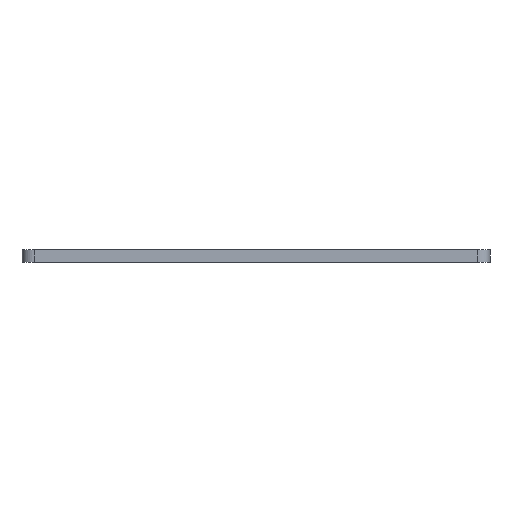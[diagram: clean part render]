
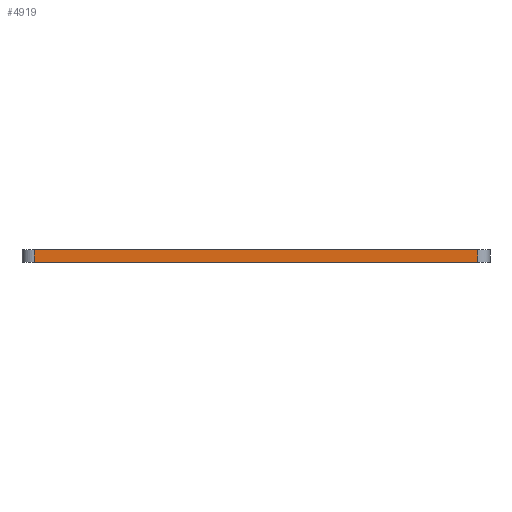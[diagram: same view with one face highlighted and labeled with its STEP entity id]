
A CAD part, left-side view. The second image highlights one B-rep face of the part: STEP entity #4919.
In plain terms, the highlighted planar face has unit normal (-1, 0, 0).
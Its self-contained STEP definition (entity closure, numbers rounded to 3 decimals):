
#115 = PLANE('',#116);
#116 = AXIS2_PLACEMENT_3D('',#117,#118,#119);
#117 = CARTESIAN_POINT('',(147.,-101.,1.6));
#118 = DIRECTION('',(0.,0.,1.));
#119 = DIRECTION('',(1.,0.,-0.));
#169 = PLANE('',#170);
#170 = AXIS2_PLACEMENT_3D('',#171,#172,#173);
#171 = CARTESIAN_POINT('',(147.,-101.,0.));
#172 = DIRECTION('',(0.,0.,1.));
#173 = DIRECTION('',(1.,0.,-0.));
#366 = VERTEX_POINT('',#367);
#367 = CARTESIAN_POINT('',(109.5,-73.5,0.));
#382 = CYLINDRICAL_SURFACE('',#383,1.5);
#383 = AXIS2_PLACEMENT_3D('',#384,#385,#386);
#384 = CARTESIAN_POINT('',(111.,-73.5,0.));
#385 = DIRECTION('',(-0.,-0.,-1.));
#386 = DIRECTION('',(1.,0.,-0.));
#394 = EDGE_CURVE('',#366,#395,#397,.T.);
#395 = VERTEX_POINT('',#396);
#396 = CARTESIAN_POINT('',(109.5,-128.5,0.));
#397 = SURFACE_CURVE('',#398,(#402,#409),.PCURVE_S1.);
#398 = LINE('',#399,#400);
#399 = CARTESIAN_POINT('',(109.5,-73.5,0.));
#400 = VECTOR('',#401,1.);
#401 = DIRECTION('',(0.,-1.,0.));
#402 = PCURVE('',#169,#403);
#403 = DEFINITIONAL_REPRESENTATION('',(#404),#408);
#404 = LINE('',#405,#406);
#405 = CARTESIAN_POINT('',(-37.5,27.5));
#406 = VECTOR('',#407,1.);
#407 = DIRECTION('',(0.,-1.));
#408 = ( GEOMETRIC_REPRESENTATION_CONTEXT(2) 
PARAMETRIC_REPRESENTATION_CONTEXT() REPRESENTATION_CONTEXT('2D SPACE',''
  ) );
#409 = PCURVE('',#410,#415);
#410 = PLANE('',#411);
#411 = AXIS2_PLACEMENT_3D('',#412,#413,#414);
#412 = CARTESIAN_POINT('',(109.5,-73.5,0.));
#413 = DIRECTION('',(1.,0.,-0.));
#414 = DIRECTION('',(0.,-1.,0.));
#415 = DEFINITIONAL_REPRESENTATION('',(#416),#420);
#416 = LINE('',#417,#418);
#417 = CARTESIAN_POINT('',(0.,0.));
#418 = VECTOR('',#419,1.);
#419 = DIRECTION('',(1.,0.));
#420 = ( GEOMETRIC_REPRESENTATION_CONTEXT(2) 
PARAMETRIC_REPRESENTATION_CONTEXT() REPRESENTATION_CONTEXT('2D SPACE',''
  ) );
#439 = CYLINDRICAL_SURFACE('',#440,1.5);
#440 = AXIS2_PLACEMENT_3D('',#441,#442,#443);
#441 = CARTESIAN_POINT('',(111.,-128.5,0.));
#442 = DIRECTION('',(-0.,-0.,-1.));
#443 = DIRECTION('',(1.,0.,-0.));
#2796 = VERTEX_POINT('',#2797);
#2797 = CARTESIAN_POINT('',(109.5,-73.5,1.6));
#2819 = EDGE_CURVE('',#2796,#2820,#2822,.T.);
#2820 = VERTEX_POINT('',#2821);
#2821 = CARTESIAN_POINT('',(109.5,-128.5,1.6));
#2822 = SURFACE_CURVE('',#2823,(#2827,#2834),.PCURVE_S1.);
#2823 = LINE('',#2824,#2825);
#2824 = CARTESIAN_POINT('',(109.5,-73.5,1.6));
#2825 = VECTOR('',#2826,1.);
#2826 = DIRECTION('',(0.,-1.,0.));
#2827 = PCURVE('',#115,#2828);
#2828 = DEFINITIONAL_REPRESENTATION('',(#2829),#2833);
#2829 = LINE('',#2830,#2831);
#2830 = CARTESIAN_POINT('',(-37.5,27.5));
#2831 = VECTOR('',#2832,1.);
#2832 = DIRECTION('',(0.,-1.));
#2833 = ( GEOMETRIC_REPRESENTATION_CONTEXT(2) 
PARAMETRIC_REPRESENTATION_CONTEXT() REPRESENTATION_CONTEXT('2D SPACE',''
  ) );
#2834 = PCURVE('',#410,#2835);
#2835 = DEFINITIONAL_REPRESENTATION('',(#2836),#2840);
#2836 = LINE('',#2837,#2838);
#2837 = CARTESIAN_POINT('',(0.,-1.6));
#2838 = VECTOR('',#2839,1.);
#2839 = DIRECTION('',(1.,0.));
#2840 = ( GEOMETRIC_REPRESENTATION_CONTEXT(2) 
PARAMETRIC_REPRESENTATION_CONTEXT() REPRESENTATION_CONTEXT('2D SPACE',''
  ) );
#4869 = EDGE_CURVE('',#395,#2820,#4870,.T.);
#4870 = SURFACE_CURVE('',#4871,(#4875,#4882),.PCURVE_S1.);
#4871 = LINE('',#4872,#4873);
#4872 = CARTESIAN_POINT('',(109.5,-128.5,0.));
#4873 = VECTOR('',#4874,1.);
#4874 = DIRECTION('',(0.,0.,1.));
#4875 = PCURVE('',#439,#4876);
#4876 = DEFINITIONAL_REPRESENTATION('',(#4877),#4881);
#4877 = LINE('',#4878,#4879);
#4878 = CARTESIAN_POINT('',(-3.142,0.));
#4879 = VECTOR('',#4880,1.);
#4880 = DIRECTION('',(-0.,-1.));
#4881 = ( GEOMETRIC_REPRESENTATION_CONTEXT(2) 
PARAMETRIC_REPRESENTATION_CONTEXT() REPRESENTATION_CONTEXT('2D SPACE',''
  ) );
#4882 = PCURVE('',#410,#4883);
#4883 = DEFINITIONAL_REPRESENTATION('',(#4884),#4888);
#4884 = LINE('',#4885,#4886);
#4885 = CARTESIAN_POINT('',(55.,0.));
#4886 = VECTOR('',#4887,1.);
#4887 = DIRECTION('',(0.,-1.));
#4888 = ( GEOMETRIC_REPRESENTATION_CONTEXT(2) 
PARAMETRIC_REPRESENTATION_CONTEXT() REPRESENTATION_CONTEXT('2D SPACE',''
  ) );
#4898 = EDGE_CURVE('',#366,#2796,#4899,.T.);
#4899 = SURFACE_CURVE('',#4900,(#4904,#4911),.PCURVE_S1.);
#4900 = LINE('',#4901,#4902);
#4901 = CARTESIAN_POINT('',(109.5,-73.5,0.));
#4902 = VECTOR('',#4903,1.);
#4903 = DIRECTION('',(0.,0.,1.));
#4904 = PCURVE('',#382,#4905);
#4905 = DEFINITIONAL_REPRESENTATION('',(#4906),#4910);
#4906 = LINE('',#4907,#4908);
#4907 = CARTESIAN_POINT('',(-3.142,0.));
#4908 = VECTOR('',#4909,1.);
#4909 = DIRECTION('',(-0.,-1.));
#4910 = ( GEOMETRIC_REPRESENTATION_CONTEXT(2) 
PARAMETRIC_REPRESENTATION_CONTEXT() REPRESENTATION_CONTEXT('2D SPACE',''
  ) );
#4911 = PCURVE('',#410,#4912);
#4912 = DEFINITIONAL_REPRESENTATION('',(#4913),#4917);
#4913 = LINE('',#4914,#4915);
#4914 = CARTESIAN_POINT('',(0.,0.));
#4915 = VECTOR('',#4916,1.);
#4916 = DIRECTION('',(0.,-1.));
#4917 = ( GEOMETRIC_REPRESENTATION_CONTEXT(2) 
PARAMETRIC_REPRESENTATION_CONTEXT() REPRESENTATION_CONTEXT('2D SPACE',''
  ) );
#4919 = ADVANCED_FACE('',(#4920),#410,.F.);
#4920 = FACE_BOUND('',#4921,.F.);
#4921 = EDGE_LOOP('',(#4922,#4923,#4924,#4925));
#4922 = ORIENTED_EDGE('',*,*,#4898,.T.);
#4923 = ORIENTED_EDGE('',*,*,#2819,.T.);
#4924 = ORIENTED_EDGE('',*,*,#4869,.F.);
#4925 = ORIENTED_EDGE('',*,*,#394,.F.);
